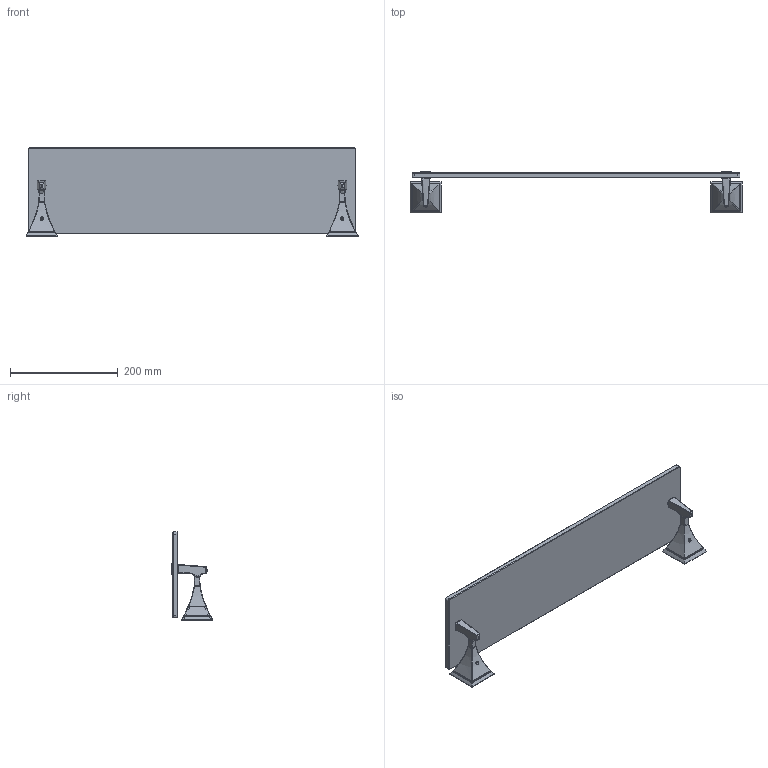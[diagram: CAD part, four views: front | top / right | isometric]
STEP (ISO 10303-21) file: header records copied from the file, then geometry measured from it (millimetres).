
FILE_DESCRIPTION((''),'2;1');
FILE_NAME('4934T-24_ASM','2014-06-19T',('ravindrashirol'),(''),'PRO/ENGINEER BY PARAMETRIC TECHNOLOGY CORPORATION, 2012230','PRO/ENGINEER BY PARAMETRIC TECHNOLOGY CORPORATION, 2012230','');
FILE_SCHEMA(('CONFIG_CONTROL_DESIGN'));
Length unit declared in the file: inch
Products named in the file (26): 40506_AF0; 92527; 92031; 6XXB_AF0; 92274_AF0; 92274_AF1; 91479_AF0; 91479_AF1; 91460_AF0; 91460_AF1; 1-206_AF0_ASM; 40566_AF0; 0234NW; 0234S; 40506_AF1; 6XXB_AF1; 92274_AF2; 92274_AF3; 91479_AF2; 91479_AF3; 91460_AF2; 91460_AF3; 1-206_AF1_ASM; 40566_AF1; 4534T-24TSCL_AF0; 4934T-24_ASM
Assembly tree (31 placements, depth 3):
  4934T-24_ASM
    40506_AF0
    92527  x2
    92031  x2
    6XXB_AF0
    1-206_AF0_ASM
      92274_AF0
      92274_AF1
      91479_AF0
      91479_AF1
      91460_AF0
      91460_AF1
    40566_AF0
    0234NW  x4
    0234S  x2
    40506_AF1
    6XXB_AF1
    1-206_AF1_ASM
      92274_AF2
      92274_AF3
      91479_AF2
      91479_AF3
      91460_AF2
      91460_AF3
    40566_AF1
    4534T-24TSCL_AF0
Bounding box: 617.22 x 77.75 x 163.94 mm (x, y, z)
Volume: 995777.9 mm3; surface area: 288255.3 mm2
Topology: 17 solids, 25 shells, 2556 faces, 6706 edges, 4218 vertices
Faces by surface type: plane 1012, cylinder 740, bspline 468, cone 228, sphere 64, extrusion 36, torus 8
Entity records: 95339 total; most frequent: CARTESIAN_POINT 53248, ORIENTED_EDGE 9746, DIRECTION 7009, EDGE_CURVE 4900, VERTEX_POINT 3059, AXIS2_PLACEMENT_3D 2515, VECTOR 1979, EDGE_LOOP 1974
